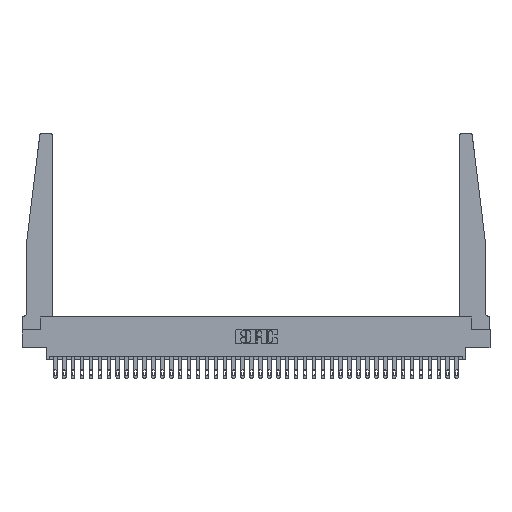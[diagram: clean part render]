
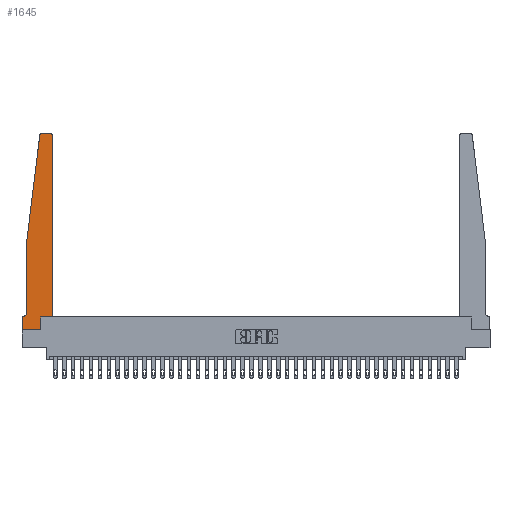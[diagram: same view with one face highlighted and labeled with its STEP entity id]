
A CAD part, top view. The second image highlights one B-rep face of the part: STEP entity #1645.
In plain terms, the highlighted planar face has unit normal (0, 0, 1).
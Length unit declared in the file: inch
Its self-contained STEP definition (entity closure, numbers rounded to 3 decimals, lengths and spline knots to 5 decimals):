
#358 = DIRECTION ( 'NONE',  ( 0., 1., 0. ) ) ;
#555 = CARTESIAN_POINT ( 'NONE',  ( 0.27653, 2.72, 0.37 ) ) ;
#987 = CARTESIAN_POINT ( 'NONE',  ( 0.2605, 0.18, 0.37 ) ) ;
#1099 = DIRECTION ( 'NONE',  ( 0., 0., -1. ) ) ;
#1100 = ORIENTED_EDGE ( 'NONE', *, *, #27746, .T. ) ;
#1388 = VECTOR ( 'NONE', #7478, 39.37008 ) ;
#1645 = ADVANCED_FACE ( 'NONE', ( #10315 ), #2737, .T. ) ;
#1692 = VERTEX_POINT ( 'NONE', #10661 ) ;
#2138 = LINE ( 'NONE', #14988, #10644 ) ;
#2226 = VERTEX_POINT ( 'NONE', #13601 ) ;
#2252 = ORIENTED_EDGE ( 'NONE', *, *, #26104, .T. ) ;
#2359 = DIRECTION ( 'NONE',  ( 0., -1., 0. ) ) ;
#2470 = ORIENTED_EDGE ( 'NONE', *, *, #11738, .T. ) ;
#2659 = EDGE_CURVE ( 'NONE', #5586, #15261, #3704, .T. ) ;
#2737 = PLANE ( 'NONE',  #7682 ) ;
#2779 = VERTEX_POINT ( 'NONE', #8757 ) ;
#3015 = ORIENTED_EDGE ( 'NONE', *, *, #3640, .T. ) ;
#3446 = EDGE_CURVE ( 'NONE', #15024, #22349, #10105, .T. ) ;
#3539 = DIRECTION ( 'NONE',  ( -1., 0., 0. ) ) ;
#3640 = EDGE_CURVE ( 'NONE', #14172, #2226, #13434, .T. ) ;
#3704 = CIRCLE ( 'NONE', #26207, 0.03 ) ;
#3764 = ORIENTED_EDGE ( 'NONE', *, *, #33474, .T. ) ;
#4833 = CARTESIAN_POINT ( 'NONE',  ( 0.065, 0.1875, 0.37 ) ) ;
#5586 = VERTEX_POINT ( 'NONE', #27388 ) ;
#5693 = VERTEX_POINT ( 'NONE', #987 ) ;
#6008 = CIRCLE ( 'NONE', #34671, 0.03 ) ;
#6306 = ORIENTED_EDGE ( 'NONE', *, *, #23453, .T. ) ;
#6649 = VECTOR ( 'NONE', #30467, 39.37008 ) ;
#7478 = DIRECTION ( 'NONE',  ( -0.122, -0.992, 0. ) ) ;
#7682 = AXIS2_PLACEMENT_3D ( 'NONE', #31796, #24378, #34608 ) ;
#7753 = CARTESIAN_POINT ( 'NONE',  ( 0.2605, 0.18, 0.37 ) ) ;
#7998 = EDGE_LOOP ( 'NONE', ( #32048, #2252, #6306, #3015, #18145, #3764, #2470, #12480, #34527, #33472, #1100, #10554 ) ) ;
#8210 = CARTESIAN_POINT ( 'NONE',  ( 0.395, 2.75, 0.37 ) ) ;
#8414 = DIRECTION ( 'NONE',  ( 0., 0., 1. ) ) ;
#8757 = CARTESIAN_POINT ( 'NONE',  ( 0.27653, 2.75, 0.37 ) ) ;
#8821 = CARTESIAN_POINT ( 'NONE',  ( 0.015, 0.2375, 0.37 ) ) ;
#8978 = LINE ( 'NONE', #19718, #6649 ) ;
#9324 = AXIS2_PLACEMENT_3D ( 'NONE', #8821, #1099, #3539 ) ;
#9694 = CARTESIAN_POINT ( 'NONE',  ( 0.2605, 0., 0.37 ) ) ;
#9812 = EDGE_CURVE ( 'NONE', #22349, #5693, #31884, .T. ) ;
#10058 = DIRECTION ( 'NONE',  ( -1., 0., 0. ) ) ;
#10105 = LINE ( 'NONE', #12562, #19027 ) ;
#10315 = FACE_OUTER_BOUND ( 'NONE', #7998, .T. ) ;
#10554 = ORIENTED_EDGE ( 'NONE', *, *, #2659, .T. ) ;
#10644 = VECTOR ( 'NONE', #10058, 39.37008 ) ;
#10661 = CARTESIAN_POINT ( 'NONE',  ( 0., 0.1875, 0.37 ) ) ;
#11088 = LINE ( 'NONE', #18836, #25516 ) ;
#11738 = EDGE_CURVE ( 'NONE', #1692, #15024, #11088, .T. ) ;
#12480 = ORIENTED_EDGE ( 'NONE', *, *, #3446, .T. ) ;
#12562 = CARTESIAN_POINT ( 'NONE',  ( 0., 0., 0.37 ) ) ;
#13434 = LINE ( 'NONE', #15736, #17520 ) ;
#13601 = CARTESIAN_POINT ( 'NONE',  ( 0.065, 0.2375, 0.37 ) ) ;
#14172 = VERTEX_POINT ( 'NONE', #25448 ) ;
#14988 = CARTESIAN_POINT ( 'NONE',  ( 0.25, 2.75, 0.37 ) ) ;
#15024 = VERTEX_POINT ( 'NONE', #23718 ) ;
#15261 = VERTEX_POINT ( 'NONE', #8210 ) ;
#15736 = CARTESIAN_POINT ( 'NONE',  ( 0.065, 1.25, 0.37 ) ) ;
#15995 = LINE ( 'NONE', #34500, #25188 ) ;
#16161 = EDGE_CURVE ( 'NONE', #2226, #16852, #24489, .T. ) ;
#16852 = VERTEX_POINT ( 'NONE', #31410 ) ;
#17520 = VECTOR ( 'NONE', #2359, 39.37008 ) ;
#18145 = ORIENTED_EDGE ( 'NONE', *, *, #16161, .T. ) ;
#18437 = CARTESIAN_POINT ( 'NONE',  ( 0.24675, 2.72367, 0.37 ) ) ;
#18836 = CARTESIAN_POINT ( 'NONE',  ( 0., 0., 0.37 ) ) ;
#19027 = VECTOR ( 'NONE', #28076, 39.37008 ) ;
#19075 = EDGE_CURVE ( 'NONE', #5693, #24598, #8978, .T. ) ;
#19718 = CARTESIAN_POINT ( 'NONE',  ( 0.425, 0.18, 0.37 ) ) ;
#20695 = CARTESIAN_POINT ( 'NONE',  ( 0.425, 0.18, 0.37 ) ) ;
#20773 = DIRECTION ( 'NONE',  ( 0., 1., 0. ) ) ;
#21554 = CARTESIAN_POINT ( 'NONE',  ( 0.065, 1.25, 0.37 ) ) ;
#21842 = DIRECTION ( 'NONE',  ( 0., -1., 0. ) ) ;
#22349 = VERTEX_POINT ( 'NONE', #9694 ) ;
#23072 = VERTEX_POINT ( 'NONE', #18437 ) ;
#23453 = EDGE_CURVE ( 'NONE', #23072, #14172, #26663, .T. ) ;
#23718 = CARTESIAN_POINT ( 'NONE',  ( 0., 0., 0.37 ) ) ;
#24299 = VECTOR ( 'NONE', #358, 39.37008 ) ;
#24378 = DIRECTION ( 'NONE',  ( 0., 0., 1. ) ) ;
#24489 = CIRCLE ( 'NONE', #9324, 0.05 ) ;
#24598 = VERTEX_POINT ( 'NONE', #20695 ) ;
#24646 = DIRECTION ( 'NONE',  ( 0., 0., 1. ) ) ;
#25188 = VECTOR ( 'NONE', #20773, 39.37008 ) ;
#25366 = VECTOR ( 'NONE', #26142, 39.37008 ) ;
#25448 = CARTESIAN_POINT ( 'NONE',  ( 0.065, 1.25, 0.37 ) ) ;
#25516 = VECTOR ( 'NONE', #21842, 39.37008 ) ;
#25978 = LINE ( 'NONE', #4833, #25366 ) ;
#26104 = EDGE_CURVE ( 'NONE', #2779, #23072, #6008, .T. ) ;
#26142 = DIRECTION ( 'NONE',  ( -1., 0., 0. ) ) ;
#26207 = AXIS2_PLACEMENT_3D ( 'NONE', #32540, #8414, #27250 ) ;
#26663 = LINE ( 'NONE', #21554, #1388 ) ;
#27118 = DIRECTION ( 'NONE',  ( 1., 0., 0. ) ) ;
#27250 = DIRECTION ( 'NONE',  ( 1., 0., 0. ) ) ;
#27388 = CARTESIAN_POINT ( 'NONE',  ( 0.425, 2.72, 0.37 ) ) ;
#27746 = EDGE_CURVE ( 'NONE', #24598, #5586, #15995, .T. ) ;
#28076 = DIRECTION ( 'NONE',  ( 1., 0., 0. ) ) ;
#30467 = DIRECTION ( 'NONE',  ( 1., 0., 0. ) ) ;
#31410 = CARTESIAN_POINT ( 'NONE',  ( 0.015, 0.1875, 0.37 ) ) ;
#31437 = EDGE_CURVE ( 'NONE', #15261, #2779, #2138, .T. ) ;
#31796 = CARTESIAN_POINT ( 'NONE',  ( 0., 0.1875, 0.37 ) ) ;
#31884 = LINE ( 'NONE', #7753, #24299 ) ;
#32048 = ORIENTED_EDGE ( 'NONE', *, *, #31437, .T. ) ;
#32540 = CARTESIAN_POINT ( 'NONE',  ( 0.395, 2.72, 0.37 ) ) ;
#33472 = ORIENTED_EDGE ( 'NONE', *, *, #19075, .T. ) ;
#33474 = EDGE_CURVE ( 'NONE', #16852, #1692, #25978, .T. ) ;
#34500 = CARTESIAN_POINT ( 'NONE',  ( 0.425, 0.18, 0.37 ) ) ;
#34527 = ORIENTED_EDGE ( 'NONE', *, *, #9812, .T. ) ;
#34608 = DIRECTION ( 'NONE',  ( 1., 0., 0. ) ) ;
#34671 = AXIS2_PLACEMENT_3D ( 'NONE', #555, #24646, #27118 ) ;
